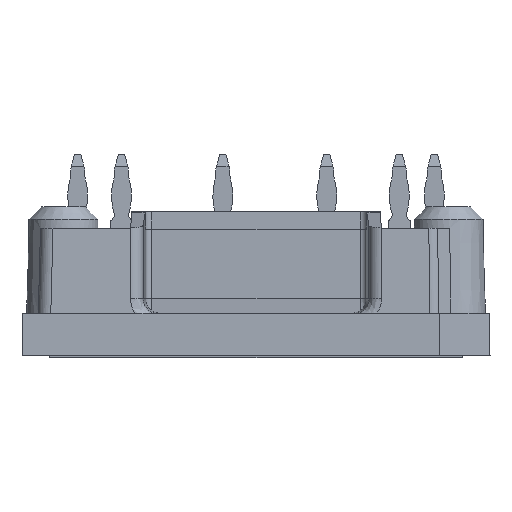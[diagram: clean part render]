
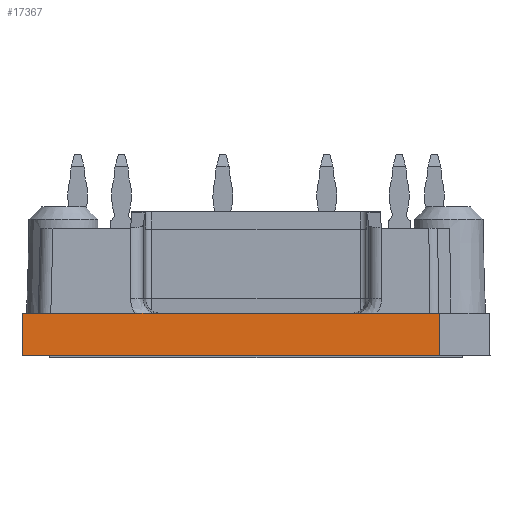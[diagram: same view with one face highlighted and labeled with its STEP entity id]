
A CAD part, left-side view. The second image highlights one B-rep face of the part: STEP entity #17367.
In plain terms, the highlighted planar face has unit normal (-1, 0, 0.018).
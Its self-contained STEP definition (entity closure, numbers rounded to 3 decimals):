
#2358=ORIENTED_EDGE('',*,*,#6958,.F.);
#2359=ORIENTED_EDGE('',*,*,#6859,.T.);
#2360=ORIENTED_EDGE('',*,*,#6866,.T.);
#2361=ORIENTED_EDGE('',*,*,#6882,.F.);
#6859=EDGE_CURVE('',#9251,#9249,#10957,.T.);
#6866=EDGE_CURVE('',#9249,#9254,#10964,.T.);
#6882=EDGE_CURVE('',#9266,#9254,#10979,.T.);
#6958=EDGE_CURVE('',#9251,#9266,#11028,.T.);
#9249=VERTEX_POINT('',#32922);
#9251=VERTEX_POINT('',#32925);
#9254=VERTEX_POINT('',#32936);
#9266=VERTEX_POINT('',#32967);
#10957=LINE('',#32924,#12881);
#10964=LINE('',#32938,#12888);
#10979=LINE('',#32966,#12903);
#11028=LINE('',#33195,#12952);
#12881=VECTOR('',#27626,1000.);
#12888=VECTOR('',#27637,1000.);
#12903=VECTOR('',#27658,1000.);
#12952=VECTOR('',#27837,1000.);
#14681=EDGE_LOOP('',(#2358,#2359,#2360,#2361));
#15739=FACE_BOUND('',#14681,.T.);
#16622=PLANE('',#25229);
#17367=ADVANCED_FACE('',(#15739),#16622,.T.);
#25229=AXIS2_PLACEMENT_3D('',#33194,#27835,#27836);
#27626=DIRECTION('',(0.,1.,0.));
#27637=DIRECTION('',(-0.017,0.017,-1.));
#27658=DIRECTION('',(0.,1.,0.));
#27835=DIRECTION('',(-1.,0.,0.017));
#27836=DIRECTION('',(0.017,0.,1.));
#27837=DIRECTION('',(-0.017,-0.007,-1.));
#32922=CARTESIAN_POINT('',(-43.441,18.891,8.4));
#32924=CARTESIAN_POINT('',(-43.441,0.25,8.4));
#32925=CARTESIAN_POINT('',(-43.441,-14.425,8.4));
#32936=CARTESIAN_POINT('',(-43.5,18.95,5.));
#32938=CARTESIAN_POINT('',(-43.494,18.944,5.326));
#32966=CARTESIAN_POINT('',(-43.5,0.25,5.));
#32967=CARTESIAN_POINT('',(-43.5,-14.45,5.));
#33194=CARTESIAN_POINT('',(-43.5,0.25,5.));
#33195=CARTESIAN_POINT('',(-43.498,-14.449,5.134));
